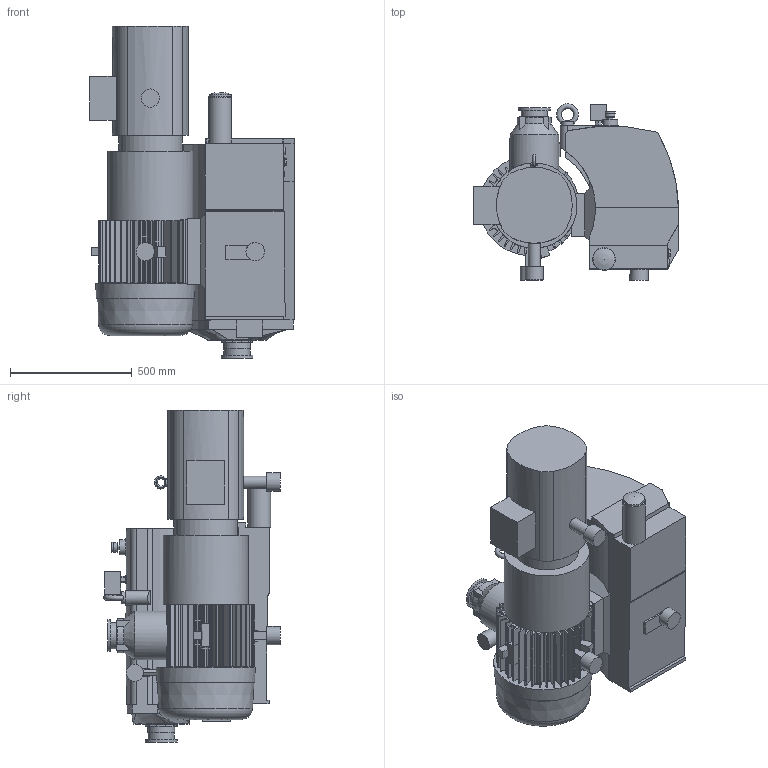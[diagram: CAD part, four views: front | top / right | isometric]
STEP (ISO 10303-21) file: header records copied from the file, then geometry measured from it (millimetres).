
FILE_DESCRIPTION((''),'2;1');
FILE_NAME('PK900409.stp','2010-04-20T14:36:56',('WANGORSCH-V'),(''),'Autodesk Inventor 2009','Autodesk Inventor 2009','');
FILE_SCHEMA(('CONFIG_CONTROL_DESIGN'));
Length unit declared in the file: millimetre
Products named in the file (1): PK900409
Bounding box: 840 x 723.97 x 1362 mm (x, y, z)
Volume: 290571142.2 mm3; surface area: 4586202.6 mm2
Topology: 2 solids, 2 shells, 689 faces, 1843 edges, 1201 vertices
Faces by surface type: plane 375, cylinder 269, bspline 22, torus 10, cone 8, sphere 5
Full cylindrical faces by diameter (mm): 7 x4, 18 x2, 22 x1, 30 x1, 31 x1, 39 x2, 40 x1, 50 x2, 62 x1, 70 x4, 71 x1, 75 x3, 80 x1, 90 x1, 93 x1, 102 x3, 108 x2, 110 x1, 130 x2, 200 x1, 260 x1, 350 x1
Entity records: 28391 total; most frequent: CARTESIAN_POINT 11321, DIRECTION 3563, ORIENTED_EDGE 3550, EDGE_CURVE 1775, AXIS2_PLACEMENT_3D 1299, VERTEX_POINT 1183, VECTOR 965, LINE 965
